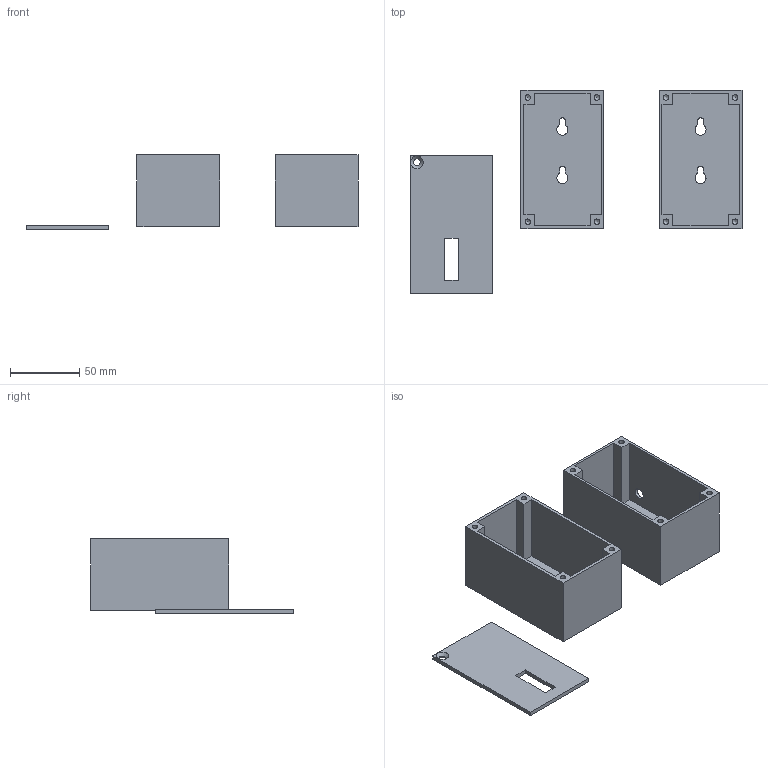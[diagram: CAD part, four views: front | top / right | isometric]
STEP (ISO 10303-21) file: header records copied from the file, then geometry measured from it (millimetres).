
FILE_DESCRIPTION(/* description */ (''),/* implementation_level */ '2;1');
FILE_NAME(/* name */ 'Curtain Opener Box v20.step',/* time_stamp */ '2020-11-22T13:01:05+01:00',/* author */ (''),/* organization */ (''),/* preprocessor_version */ 'ST-DEVELOPER v18.1',/* originating_system */ 'Autodesk Translation Framework v9.3.0.1241',/* authorisation */ '');
FILE_SCHEMA (('AUTOMOTIVE_DESIGN { 1 0 10303 214 3 1 1 }'));
Length unit declared in the file: millimetre
Products named in the file (1): Curtain Opener Box
Bounding box: 240.29 x 146.83 x 54 mm (x, y, z)
Volume: 126248.5 mm3; surface area: 101607.5 mm2
Topology: 3 solids, 3 shells, 107 faces, 276 edges, 180 vertices
Faces by surface type: plane 67, cylinder 28, cone 12
Full cylindrical faces by diameter (mm): 4 x8, 5 x4, 8 x4
Entity records: 3265 total; most frequent: CARTESIAN_POINT 556, DIRECTION 544, ORIENTED_EDGE 536, EDGE_CURVE 268, LINE 208, VECTOR 208, VERTEX_POINT 180, AXIS2_PLACEMENT_3D 168
